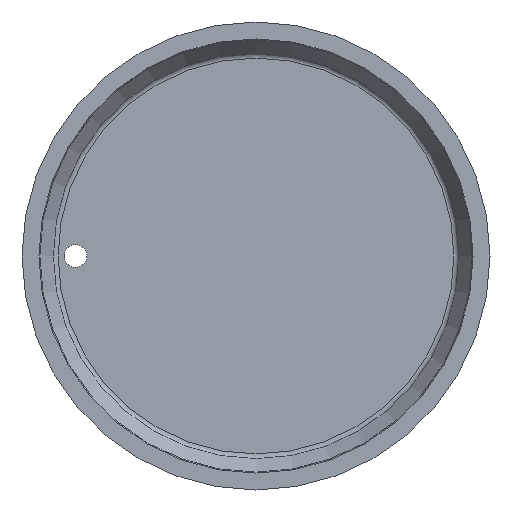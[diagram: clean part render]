
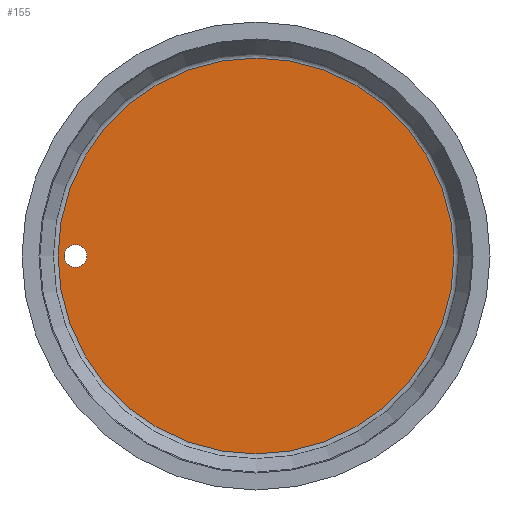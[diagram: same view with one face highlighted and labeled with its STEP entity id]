
A CAD part, front view. The second image highlights one B-rep face of the part: STEP entity #155.
In plain terms, the highlighted planar face has unit normal (0, -1, 0).
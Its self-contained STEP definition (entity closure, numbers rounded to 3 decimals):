
#73=CARTESIAN_POINT('',(-34.,22.,0.));
#74=VERTEX_POINT('',#73);
#75=CARTESIAN_POINT('',(-32.,22.,0.0));
#76=DIRECTION('',(0.0,1.0,0.0));
#77=DIRECTION('',(1.0,0.0,0.0));
#78=AXIS2_PLACEMENT_3D('',#75,#76,#77);
#79=CIRCLE('',#78,2.0);
#80=EDGE_CURVE('',#74,#74,#79,.T.);
#112=CARTESIAN_POINT('',(35.11,22.,0.));
#113=VERTEX_POINT('',#112);
#114=CARTESIAN_POINT('',(0.,22.,0.0));
#115=DIRECTION('',(0.0,1.0,0.0));
#116=DIRECTION('',(-1.0,0.0,0.0));
#117=AXIS2_PLACEMENT_3D('',#114,#115,#116);
#118=CIRCLE('',#117,35.11);
#119=EDGE_CURVE('',#113,#113,#118,.T.);
#144=CARTESIAN_POINT('',(17.823,22.,0.0));
#145=DIRECTION('',(0.0,-1.0,0.0));
#146=DIRECTION('',(0.0,0.0,-1.0));
#147=AXIS2_PLACEMENT_3D('',#144,#145,#146);
#148=PLANE('',#147);
#149=ORIENTED_EDGE('',*,*,#119,.F.);
#150=EDGE_LOOP('',(#149));
#151=FACE_OUTER_BOUND('',#150,.T.);
#152=ORIENTED_EDGE('',*,*,#80,.T.);
#153=EDGE_LOOP('',(#152));
#154=FACE_BOUND('',#153,.T.);
#155=ADVANCED_FACE('',(#151,#154),#148,.T.);
